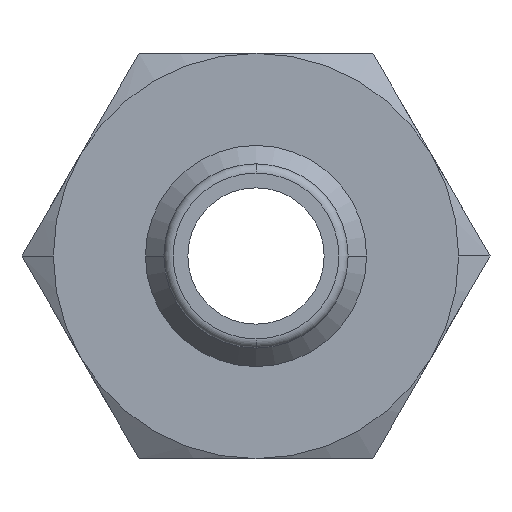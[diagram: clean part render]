
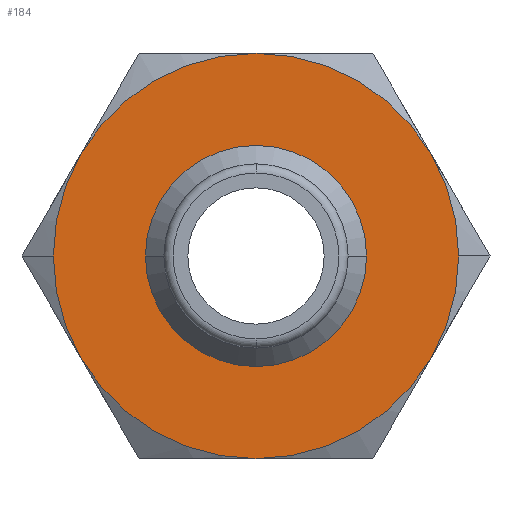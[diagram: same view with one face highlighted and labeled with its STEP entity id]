
A CAD part, front view. The second image highlights one B-rep face of the part: STEP entity #184.
In plain terms, the highlighted planar face has unit normal (0, -1, 0).
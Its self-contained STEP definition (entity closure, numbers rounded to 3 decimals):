
#184=ADVANCED_FACE('',(#367,#368),#369,.T.);
#367=FACE_OUTER_BOUND('',#542,.T.);
#368=FACE_BOUND('',#543,.T.);
#369=PLANE('',#544);
#542=EDGE_LOOP('',(#989,#990,#991,#992,#993,#994,#995,#996));
#543=EDGE_LOOP('',(#997,#998));
#544=AXIS2_PLACEMENT_3D('',#999,#1000,#1001);
#989=ORIENTED_EDGE('',*,*,#1058,.F.);
#990=ORIENTED_EDGE('',*,*,#1137,.F.);
#991=ORIENTED_EDGE('',*,*,#1152,.F.);
#992=ORIENTED_EDGE('',*,*,#1093,.F.);
#993=ORIENTED_EDGE('',*,*,#1166,.F.);
#994=ORIENTED_EDGE('',*,*,#1102,.F.);
#995=ORIENTED_EDGE('',*,*,#1009,.F.);
#996=ORIENTED_EDGE('',*,*,#1170,.F.);
#997=ORIENTED_EDGE('',*,*,#1141,.F.);
#998=ORIENTED_EDGE('',*,*,#1150,.F.);
#999=CARTESIAN_POINT('',(5.5,20.0,0.0));
#1000=DIRECTION('',(-0.0,-1.0,-0.0));
#1001=DIRECTION('',(-1.0,0.0,0.0));
#1009=EDGE_CURVE('',#1187,#1184,#1189,.T.);
#1058=EDGE_CURVE('',#1191,#1269,#1271,.T.);
#1093=EDGE_CURVE('',#1319,#1280,#1321,.T.);
#1102=EDGE_CURVE('',#1184,#1332,#1336,.T.);
#1137=EDGE_CURVE('',#1307,#1191,#1381,.T.);
#1141=EDGE_CURVE('',#1385,#1383,#1387,.T.);
#1150=EDGE_CURVE('',#1383,#1385,#1396,.T.);
#1152=EDGE_CURVE('',#1280,#1307,#1398,.T.);
#1166=EDGE_CURVE('',#1332,#1319,#1412,.T.);
#1170=EDGE_CURVE('',#1269,#1187,#1416,.T.);
#1184=VERTEX_POINT('',#1452);
#1187=VERTEX_POINT('',#1466);
#1189=CIRCLE('',#1479,11.0);
#1191=VERTEX_POINT('',#1481);
#1269=VERTEX_POINT('',#1624);
#1271=CIRCLE('',#1627,11.0);
#1280=VERTEX_POINT('',#1670);
#1307=VERTEX_POINT('',#1754);
#1319=VERTEX_POINT('',#1803);
#1321=CIRCLE('',#1806,11.0);
#1332=VERTEX_POINT('',#1819);
#1336=CIRCLE('',#1845,11.0);
#1381=CIRCLE('',#1908,11.0);
#1383=VERTEX_POINT('',#1910);
#1385=VERTEX_POINT('',#1913);
#1387=CIRCLE('',#1916,6.0);
#1396=CIRCLE('',#1936,6.0);
#1398=CIRCLE('',#1938,11.0);
#1412=CIRCLE('',#1952,11.0);
#1416=CIRCLE('',#1956,11.0);
#1452=CARTESIAN_POINT('',(0.0,20.0,-11.0));
#1466=CARTESIAN_POINT('',(9.526,20.0,-5.5));
#1479=AXIS2_PLACEMENT_3D('',#1965,#1966,#1967);
#1481=CARTESIAN_POINT('',(9.526,20.0,5.5));
#1624=CARTESIAN_POINT('',(11.0,20.0,0.));
#1627=AXIS2_PLACEMENT_3D('',#2045,#2046,#2047);
#1670=CARTESIAN_POINT('',(-9.526,20.0,5.5));
#1754=CARTESIAN_POINT('',(0.,20.0,11.0));
#1803=CARTESIAN_POINT('',(-11.0,20.0,0.));
#1806=AXIS2_PLACEMENT_3D('',#2077,#2078,#2079);
#1819=CARTESIAN_POINT('',(-9.526,20.0,-5.5));
#1845=AXIS2_PLACEMENT_3D('',#2088,#2089,#2090);
#1908=AXIS2_PLACEMENT_3D('',#2143,#2144,#2145);
#1910=CARTESIAN_POINT('',(6.0,20.0,0.));
#1913=CARTESIAN_POINT('',(-6.0,20.0,0.));
#1916=AXIS2_PLACEMENT_3D('',#2148,#2149,#2150);
#1936=AXIS2_PLACEMENT_3D('',#2160,#2161,#2162);
#1938=AXIS2_PLACEMENT_3D('',#2163,#2164,#2165);
#1952=AXIS2_PLACEMENT_3D('',#2181,#2182,#2183);
#1956=AXIS2_PLACEMENT_3D('',#2187,#2188,#2189);
#1965=CARTESIAN_POINT('',(0.0,20.0,0.0));
#1966=DIRECTION('',(-0.0,1.0,0.0));
#1967=DIRECTION('',(1.0,0.0,0.0));
#2045=CARTESIAN_POINT('',(0.0,20.0,0.0));
#2046=DIRECTION('',(-0.0,1.0,0.0));
#2047=DIRECTION('',(1.0,0.0,0.0));
#2077=CARTESIAN_POINT('',(0.0,20.0,0.0));
#2078=DIRECTION('',(-0.0,1.0,0.0));
#2079=DIRECTION('',(1.0,0.0,0.0));
#2088=CARTESIAN_POINT('',(0.0,20.0,0.0));
#2089=DIRECTION('',(-0.0,1.0,0.0));
#2090=DIRECTION('',(1.0,0.0,0.0));
#2143=CARTESIAN_POINT('',(0.0,20.0,0.0));
#2144=DIRECTION('',(-0.0,1.0,0.0));
#2145=DIRECTION('',(1.0,0.0,0.0));
#2148=CARTESIAN_POINT('',(0.0,20.0,0.0));
#2149=DIRECTION('',(0.0,-1.0,0.0));
#2150=DIRECTION('',(1.0,0.0,0.0));
#2160=CARTESIAN_POINT('',(0.0,20.0,0.0));
#2161=DIRECTION('',(0.0,-1.0,0.0));
#2162=DIRECTION('',(1.0,0.0,0.0));
#2163=CARTESIAN_POINT('',(0.0,20.0,0.0));
#2164=DIRECTION('',(-0.0,1.0,0.0));
#2165=DIRECTION('',(1.0,0.0,0.0));
#2181=CARTESIAN_POINT('',(0.0,20.0,0.0));
#2182=DIRECTION('',(-0.0,1.0,0.0));
#2183=DIRECTION('',(1.0,0.0,0.0));
#2187=CARTESIAN_POINT('',(0.0,20.0,0.0));
#2188=DIRECTION('',(-0.0,1.0,0.0));
#2189=DIRECTION('',(1.0,0.0,0.0));
